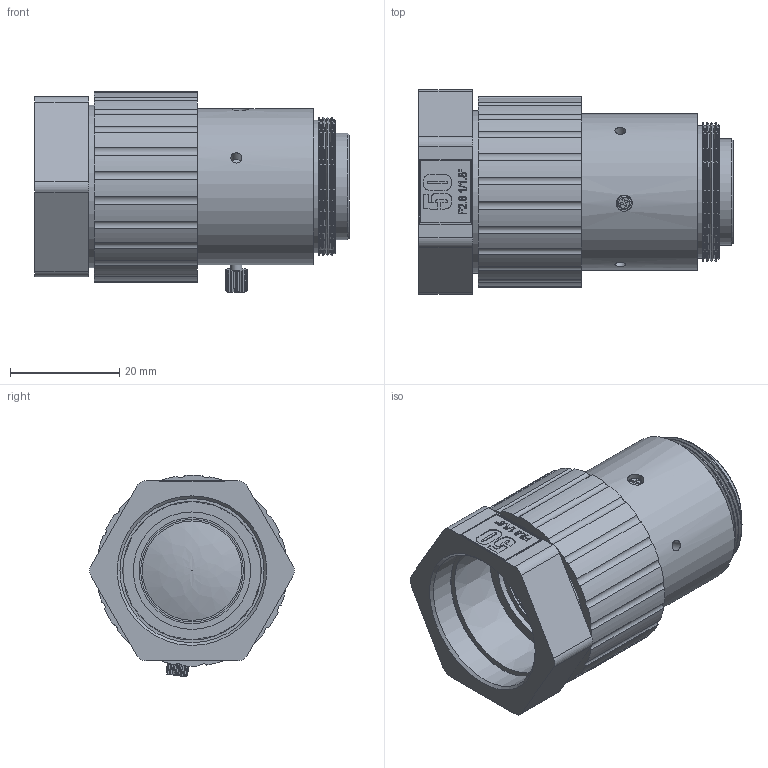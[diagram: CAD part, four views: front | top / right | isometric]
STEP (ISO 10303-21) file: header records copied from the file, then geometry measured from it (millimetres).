
FILE_DESCRIPTION (( 'STEP AP203' ), '1' );
FILE_NAME ('600101.STEP', '2024-11-18T06:29:28', ( 'Windows User' ), ( 'P R C' ), 'SwSTEP 2.0', 'SolidWorks 2020', '' );
FILE_SCHEMA (( 'CONFIG_CONTROL_DESIGN' ));
Length unit declared in the file: millimetre
Products named in the file (1): 600101
Bounding box: 57.64 x 37.49 x 36.95 mm (x, y, z)
Volume: 34215 mm3; surface area: 18640.4 mm2
Topology: 4 solids, 4 shells, 406 faces, 1022 edges, 667 vertices
Faces by surface type: plane 190, cylinder 106, bspline 63, cone 47
Full cylindrical faces by diameter (mm): 1 x1, 1.4 x1, 1.7 x1, 2 x4, 2.5 x1, 3 x1, 15.516 x1, 16.2 x1, 18.8 x1, 19.516 x1, 20.4 x1, 21.205 x1, 21.596 x1, 22 x2, 24.3 x1, 24.541 x4, 25.4 x4, 28 x1, 28.6 x1, 29.8 x1, 30 x1, 31 x1, 31.2 x1, 31.4 x1
Entity records: 15301 total; most frequent: CARTESIAN_POINT 6207, ORIENTED_EDGE 1846, DIRECTION 1703, EDGE_CURVE 923, VERTEX_POINT 638, AXIS2_PLACEMENT_3D 598, EDGE_LOOP 531, VECTOR 507
